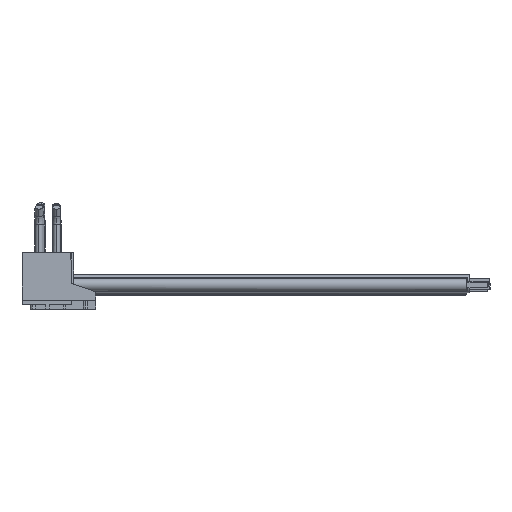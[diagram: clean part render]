
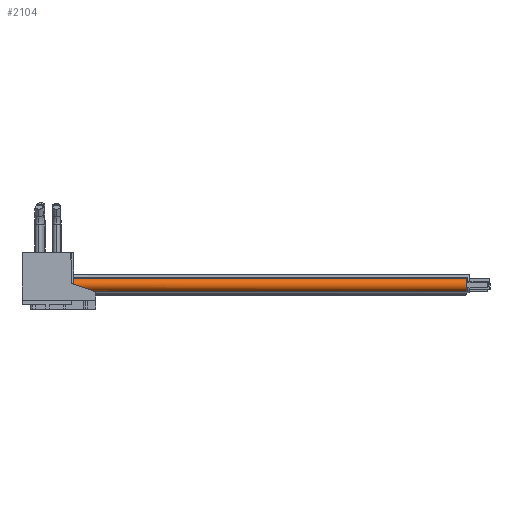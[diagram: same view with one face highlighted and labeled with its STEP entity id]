
A CAD part, left-side view. The second image highlights one B-rep face of the part: STEP entity #2104.
In plain terms, the highlighted cylindrical face has radius 4.5 mm (diameter 9 mm), a partial arc.
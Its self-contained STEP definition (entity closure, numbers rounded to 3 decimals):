
#610 = CIRCLE ( 'NONE', #11654, 4.5 ) ;
#625 = CARTESIAN_POINT ( 'NONE',  ( 290., 0., 0. ) ) ;
#666 = VERTEX_POINT ( 'NONE', #8659 ) ;
#787 = CARTESIAN_POINT ( 'NONE',  ( 290., -4.031, -2. ) ) ;
#1053 = EDGE_CURVE ( 'NONE', #11133, #13697, #4184, .T. ) ;
#1144 = VERTEX_POINT ( 'NONE', #8647 ) ;
#1647 = EDGE_CURVE ( 'NONE', #5850, #666, #14866, .T. ) ;
#1991 = VECTOR ( 'NONE', #4946, 1000. ) ;
#2083 = DIRECTION ( 'NONE',  ( 0., 0., -1. ) ) ;
#2104 = ADVANCED_FACE ( 'NONE', ( #10072 ), #6153, .T. ) ;
#2213 = ORIENTED_EDGE ( 'NONE', *, *, #2627, .F. ) ;
#2242 = AXIS2_PLACEMENT_3D ( 'NONE', #7066, #3299, #2083 ) ;
#2253 = ORIENTED_EDGE ( 'NONE', *, *, #10017, .T. ) ;
#2627 = EDGE_CURVE ( 'NONE', #666, #11133, #610, .T. ) ;
#2892 = DIRECTION ( 'NONE',  ( 1., 0., 0. ) ) ;
#3299 = DIRECTION ( 'NONE',  ( 1., 0., 0. ) ) ;
#3390 = CARTESIAN_POINT ( 'NONE',  ( 290., 0., 0. ) ) ;
#4184 = CIRCLE ( 'NONE', #14520, 4.5 ) ;
#4481 = ORIENTED_EDGE ( 'NONE', *, *, #1053, .F. ) ;
#4866 = CARTESIAN_POINT ( 'NONE',  ( 0., 0., 0. ) ) ;
#4946 = DIRECTION ( 'NONE',  ( 1., 0., 0. ) ) ;
#5684 = EDGE_LOOP ( 'NONE', ( #6692, #2253, #9322, #14483, #7853, #4481, #2213 ) ) ;
#5850 = VERTEX_POINT ( 'NONE', #11317 ) ;
#5885 = DIRECTION ( 'NONE',  ( 1., 0., 0. ) ) ;
#5945 = DIRECTION ( 'NONE',  ( 0., 0., -1. ) ) ;
#6050 = DIRECTION ( 'NONE',  ( 1., 0., 0. ) ) ;
#6051 = CARTESIAN_POINT ( 'NONE',  ( 0., 0., -4.5 ) ) ;
#6153 = CYLINDRICAL_SURFACE ( 'NONE', #8089, 4.5 ) ;
#6692 = ORIENTED_EDGE ( 'NONE', *, *, #1647, .F. ) ;
#7066 = CARTESIAN_POINT ( 'NONE',  ( 0., 0., 0. ) ) ;
#7357 = DIRECTION ( 'NONE',  ( 1., 0., 0. ) ) ;
#7426 = CIRCLE ( 'NONE', #2242, 4.5 ) ;
#7463 = CARTESIAN_POINT ( 'NONE',  ( 0., 0., 4.5 ) ) ;
#7853 = ORIENTED_EDGE ( 'NONE', *, *, #8386, .F. ) ;
#8029 = EDGE_CURVE ( 'NONE', #16153, #10834, #8472, .T. ) ;
#8089 = AXIS2_PLACEMENT_3D ( 'NONE', #4866, #5885, #13662 ) ;
#8142 = DIRECTION ( 'NONE',  ( 1., 0., 0. ) ) ;
#8257 = CIRCLE ( 'NONE', #8671, 4.5 ) ;
#8287 = VECTOR ( 'NONE', #6050, 1000. ) ;
#8386 = EDGE_CURVE ( 'NONE', #13697, #10834, #8257, .T. ) ;
#8387 = DIRECTION ( 'NONE',  ( 0., 0., -1. ) ) ;
#8472 = LINE ( 'NONE', #9782, #8287 ) ;
#8647 = CARTESIAN_POINT ( 'NONE',  ( 0., -1.82, 4.116 ) ) ;
#8659 = CARTESIAN_POINT ( 'NONE',  ( 290., 0., 4.5 ) ) ;
#8671 = AXIS2_PLACEMENT_3D ( 'NONE', #625, #8142, #15781 ) ;
#9170 = CIRCLE ( 'NONE', #12077, 4.5 ) ;
#9322 = ORIENTED_EDGE ( 'NONE', *, *, #10500, .T. ) ;
#9782 = CARTESIAN_POINT ( 'NONE',  ( 0., 0., -4.5 ) ) ;
#10017 = EDGE_CURVE ( 'NONE', #5850, #1144, #7426, .T. ) ;
#10072 = FACE_OUTER_BOUND ( 'NONE', #5684, .T. ) ;
#10500 = EDGE_CURVE ( 'NONE', #1144, #16153, #9170, .T. ) ;
#10834 = VERTEX_POINT ( 'NONE', #14049 ) ;
#11133 = VERTEX_POINT ( 'NONE', #15840 ) ;
#11317 = CARTESIAN_POINT ( 'NONE',  ( 0., 0., 4.5 ) ) ;
#11491 = DIRECTION ( 'NONE',  ( 0., 0., -1. ) ) ;
#11654 = AXIS2_PLACEMENT_3D ( 'NONE', #3390, #12214, #5945 ) ;
#12077 = AXIS2_PLACEMENT_3D ( 'NONE', #12999, #2892, #11491 ) ;
#12214 = DIRECTION ( 'NONE',  ( 1., 0., 0. ) ) ;
#12999 = CARTESIAN_POINT ( 'NONE',  ( 0., 0., 0. ) ) ;
#13634 = CARTESIAN_POINT ( 'NONE',  ( 290., 0., 0. ) ) ;
#13662 = DIRECTION ( 'NONE',  ( 0., 0., -1. ) ) ;
#13697 = VERTEX_POINT ( 'NONE', #787 ) ;
#14049 = CARTESIAN_POINT ( 'NONE',  ( 290., 0., -4.5 ) ) ;
#14483 = ORIENTED_EDGE ( 'NONE', *, *, #8029, .T. ) ;
#14520 = AXIS2_PLACEMENT_3D ( 'NONE', #13634, #7357, #8387 ) ;
#14866 = LINE ( 'NONE', #7463, #1991 ) ;
#15781 = DIRECTION ( 'NONE',  ( 0., 0., -1. ) ) ;
#15840 = CARTESIAN_POINT ( 'NONE',  ( 290., -4.031, 2. ) ) ;
#16153 = VERTEX_POINT ( 'NONE', #6051 ) ;
